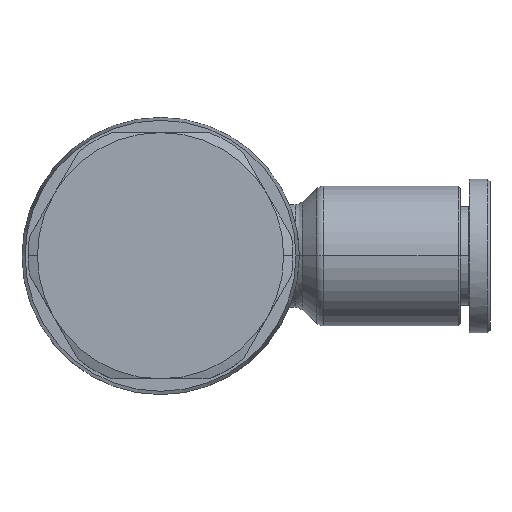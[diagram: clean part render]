
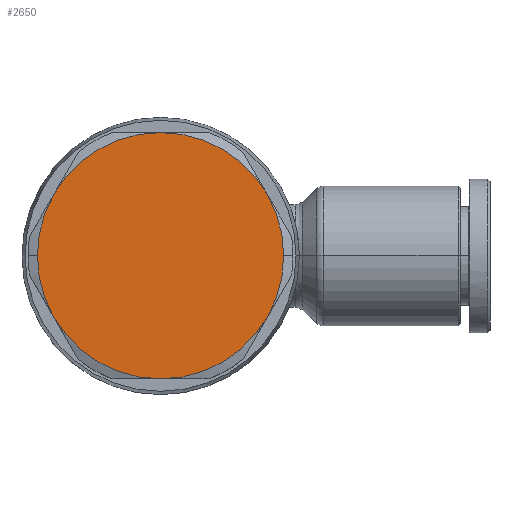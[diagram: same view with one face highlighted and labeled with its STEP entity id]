
A CAD part, top view. The second image highlights one B-rep face of the part: STEP entity #2650.
In plain terms, the highlighted planar face has unit normal (0, 0, 1).
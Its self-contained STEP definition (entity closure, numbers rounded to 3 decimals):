
#1574=CARTESIAN_POINT('',(20.5,0.,16.));
#1575=VERTEX_POINT('',#1574);
#1582=CARTESIAN_POINT('',(18.892,-6.,16.));
#1583=VERTEX_POINT('',#1582);
#1584=CARTESIAN_POINT('',(8.5,0.,16.));
#1585=DIRECTION('',(0.0,0.0,1.0));
#1586=DIRECTION('',(-1.0,0.0,0.0));
#1587=AXIS2_PLACEMENT_3D('',#1584,#1585,#1586);
#1588=CIRCLE('',#1587,12.);
#1589=EDGE_CURVE('',#1583,#1575,#1588,.T.);
#1613=CARTESIAN_POINT('',(-3.5,0.,16.));
#1614=VERTEX_POINT('',#1613);
#1622=CARTESIAN_POINT('',(-1.892,-6.,16.));
#1623=VERTEX_POINT('',#1622);
#1637=CARTESIAN_POINT('',(8.5,0.,16.));
#1638=DIRECTION('',(0.0,0.0,1.0));
#1639=DIRECTION('',(-1.0,0.0,0.0));
#1640=AXIS2_PLACEMENT_3D('',#1637,#1638,#1639);
#1641=CIRCLE('',#1640,12.);
#1642=EDGE_CURVE('',#1614,#1623,#1641,.T.);
#2064=CARTESIAN_POINT('',(8.5,-12.,16.));
#2065=VERTEX_POINT('',#2064);
#2101=CARTESIAN_POINT('',(8.5,0.,16.));
#2102=DIRECTION('',(0.0,0.0,1.0));
#2103=DIRECTION('',(-1.0,0.0,0.0));
#2104=AXIS2_PLACEMENT_3D('',#2101,#2102,#2103);
#2105=CIRCLE('',#2104,12.);
#2106=EDGE_CURVE('',#2065,#1583,#2105,.T.);
#2153=CARTESIAN_POINT('',(8.5,0.,16.));
#2154=DIRECTION('',(0.0,0.0,1.0));
#2155=DIRECTION('',(-1.0,0.0,0.0));
#2156=AXIS2_PLACEMENT_3D('',#2153,#2154,#2155);
#2157=CIRCLE('',#2156,12.);
#2158=EDGE_CURVE('',#1623,#2065,#2157,.T.);
#2169=CARTESIAN_POINT('',(-1.892,6.,16.0));
#2170=VERTEX_POINT('',#2169);
#2171=CARTESIAN_POINT('',(8.5,0.,16.));
#2172=DIRECTION('',(0.0,0.0,1.0));
#2173=DIRECTION('',(-1.0,0.0,0.0));
#2174=AXIS2_PLACEMENT_3D('',#2171,#2172,#2173);
#2175=CIRCLE('',#2174,12.);
#2176=EDGE_CURVE('',#2170,#1614,#2175,.T.);
#2223=CARTESIAN_POINT('',(8.5,12.,16.));
#2224=VERTEX_POINT('',#2223);
#2225=CARTESIAN_POINT('',(8.5,0.,16.));
#2226=DIRECTION('',(0.0,0.0,1.0));
#2227=DIRECTION('',(-1.0,0.0,0.0));
#2228=AXIS2_PLACEMENT_3D('',#2225,#2226,#2227);
#2229=CIRCLE('',#2228,12.);
#2230=EDGE_CURVE('',#2224,#2170,#2229,.T.);
#2277=CARTESIAN_POINT('',(18.892,6.,16.));
#2278=VERTEX_POINT('',#2277);
#2279=CARTESIAN_POINT('',(8.5,0.,16.));
#2280=DIRECTION('',(0.0,0.0,1.0));
#2281=DIRECTION('',(-1.0,0.0,0.0));
#2282=AXIS2_PLACEMENT_3D('',#2279,#2280,#2281);
#2283=CIRCLE('',#2282,12.);
#2284=EDGE_CURVE('',#2278,#2224,#2283,.T.);
#2339=CARTESIAN_POINT('',(8.5,0.,16.));
#2340=DIRECTION('',(0.0,0.0,1.0));
#2341=DIRECTION('',(-1.0,0.0,0.0));
#2342=AXIS2_PLACEMENT_3D('',#2339,#2340,#2341);
#2343=CIRCLE('',#2342,12.);
#2344=EDGE_CURVE('',#1575,#2278,#2343,.T.);
#2635=CARTESIAN_POINT('',(8.5,0.,16.));
#2636=DIRECTION('',(0.0,0.0,1.0));
#2637=DIRECTION('',(-1.0,0.0,0.0));
#2638=AXIS2_PLACEMENT_3D('',#2635,#2636,#2637);
#2639=PLANE('',#2638);
#2640=ORIENTED_EDGE('',*,*,#1589,.T.);
#2641=ORIENTED_EDGE('',*,*,#2344,.T.);
#2642=ORIENTED_EDGE('',*,*,#2284,.T.);
#2643=ORIENTED_EDGE('',*,*,#2230,.T.);
#2644=ORIENTED_EDGE('',*,*,#2176,.T.);
#2645=ORIENTED_EDGE('',*,*,#1642,.T.);
#2646=ORIENTED_EDGE('',*,*,#2158,.T.);
#2647=ORIENTED_EDGE('',*,*,#2106,.T.);
#2648=EDGE_LOOP('',(#2640,#2641,#2642,#2643,#2644,#2645,#2646,#2647));
#2649=FACE_OUTER_BOUND('',#2648,.T.);
#2650=ADVANCED_FACE('',(#2649),#2639,.T.);
